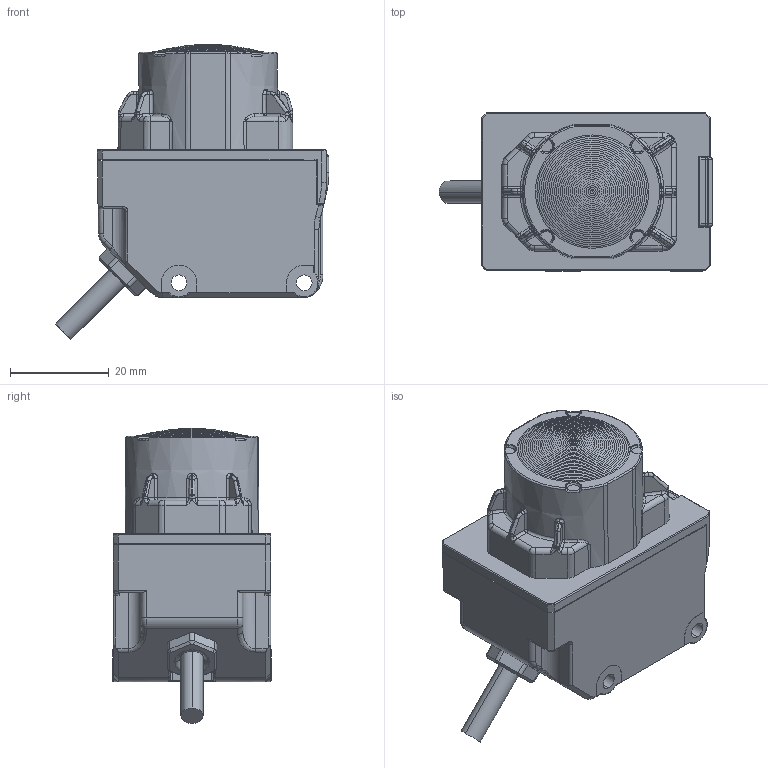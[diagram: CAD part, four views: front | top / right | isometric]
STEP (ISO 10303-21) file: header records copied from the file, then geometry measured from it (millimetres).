
FILE_DESCRIPTION (( 'STEP AP203' ), '1' );
FILE_NAME ('01_1A1M.STEP', '2023-05-08T01:28:45', ( '' ), ( '' ), 'SwSTEP 2.0', 'SolidWorks 2019', '' );
FILE_SCHEMA (( 'CONFIG_CONTROL_DESIGN' ));
Length unit declared in the file: millimetre
Products named in the file (1): 01_1A1M
Bounding box: 55.53 x 32.1 x 59.95 mm (x, y, z)
Volume: 54517.9 mm3; surface area: 11309 mm2
Topology: 1 solids, 3 shells, 1013 faces, 2555 edges, 1533 vertices
Faces by surface type: plane 343, bspline 236, cylinder 228, cone 101, torus 77, sphere 28
Entity records: 34718 total; most frequent: CARTESIAN_POINT 12185, ORIENTED_EDGE 5046, DIRECTION 4242, EDGE_CURVE 2523, VERTEX_POINT 1533, AXIS2_PLACEMENT_3D 1510, VECTOR 1222, LINE 1222
